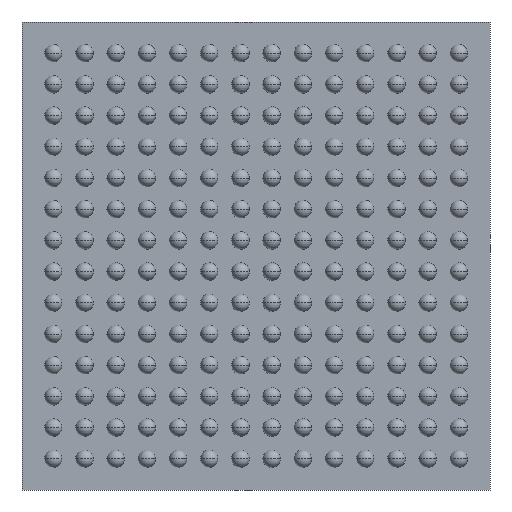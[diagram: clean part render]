
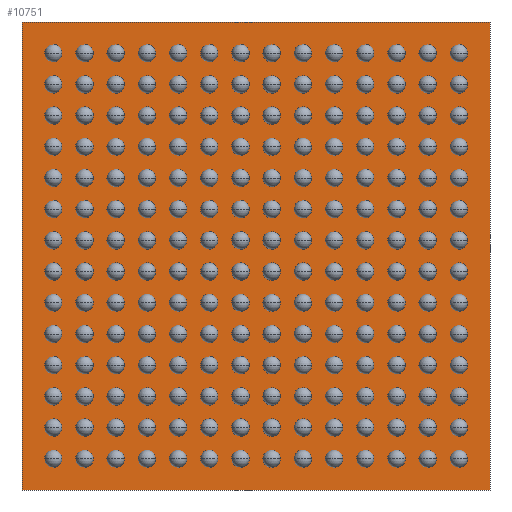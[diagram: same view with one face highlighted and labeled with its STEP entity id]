
A CAD part, front view. The second image highlights one B-rep face of the part: STEP entity #10751.
In plain terms, the highlighted planar face has unit normal (0, -1, 0).
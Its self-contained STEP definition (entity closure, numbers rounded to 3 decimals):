
#10604 = CARTESIAN_POINT ( 'NONE',  ( 6., 0.36, 6. ) ) ;
#10605 = VERTEX_POINT ( 'NONE', #10604 ) ;
#10606 = CARTESIAN_POINT ( 'NONE',  ( 6., 0.36, -6. ) ) ;
#10607 = VERTEX_POINT ( 'NONE', #10606 ) ;
#10608 = CARTESIAN_POINT ( 'NONE',  ( 6., 0.36, 6. ) ) ;
#10609 = DIRECTION ( 'NONE',  ( 0., 0., -1. ) ) ;
#10610 = VECTOR ( 'NONE', #10609, 1000. ) ;
#10611 = LINE ( 'NONE', #10608, #10610 ) ;
#10612 = EDGE_CURVE ( 'NONE', #10605, #10607, #10611, .T. ) ;
#10644 = CARTESIAN_POINT ( 'NONE',  ( -6., 0.36, -6. ) ) ;
#10645 = VERTEX_POINT ( 'NONE', #10644 ) ;
#10646 = CARTESIAN_POINT ( 'NONE',  ( -6., 0.36, -6. ) ) ;
#10647 = DIRECTION ( 'NONE',  ( -1., 0., 0. ) ) ;
#10648 = VECTOR ( 'NONE', #10647, 1000. ) ;
#10649 = LINE ( 'NONE', #10646, #10648 ) ;
#10650 = EDGE_CURVE ( 'NONE', #10607, #10645, #10649, .T. ) ;
#10675 = CARTESIAN_POINT ( 'NONE',  ( -6., 0.36, 6. ) ) ;
#10676 = VERTEX_POINT ( 'NONE', #10675 ) ;
#10677 = CARTESIAN_POINT ( 'NONE',  ( -6., 0.36, 6. ) ) ;
#10678 = DIRECTION ( 'NONE',  ( 0., 0., 1. ) ) ;
#10679 = VECTOR ( 'NONE', #10678, 1000. ) ;
#10680 = LINE ( 'NONE', #10677, #10679 ) ;
#10681 = EDGE_CURVE ( 'NONE', #10645, #10676, #10680, .T. ) ;
#10706 = CARTESIAN_POINT ( 'NONE',  ( -6., 0.36, 6. ) ) ;
#10707 = DIRECTION ( 'NONE',  ( 1., 0., 0. ) ) ;
#10708 = VECTOR ( 'NONE', #10707, 1000. ) ;
#10709 = LINE ( 'NONE', #10706, #10708 ) ;
#10710 = EDGE_CURVE ( 'NONE', #10676, #10605, #10709, .T. ) ;
#10740 = ORIENTED_EDGE ( 'NONE', *, *, #10612, .F. ) ;
#10741 = ORIENTED_EDGE ( 'NONE', *, *, #10710, .F. ) ;
#10742 = ORIENTED_EDGE ( 'NONE', *, *, #10681, .F. ) ;
#10743 = ORIENTED_EDGE ( 'NONE', *, *, #10650, .F. ) ;
#10744 = EDGE_LOOP ( 'NONE', ( #10740, #10741, #10742, #10743 ) ) ;
#10745 = FACE_OUTER_BOUND ( 'NONE', #10744, .T. ) ;
#10746 = CARTESIAN_POINT ( 'NONE',  ( 0., 0.36, 0. ) ) ;
#10747 = DIRECTION ( 'NONE',  ( 0., -1., 0. ) ) ;
#10748 = DIRECTION ( 'NONE',  ( 0., 0., -1. ) ) ;
#10749 = AXIS2_PLACEMENT_3D ( 'NONE', #10746, #10747, #10748 ) ;
#10750 = PLANE ( 'NONE', #10749 ) ;
#10751 = ADVANCED_FACE ( 'NONE', ( #10745 ), #10750, .T. ) ;
